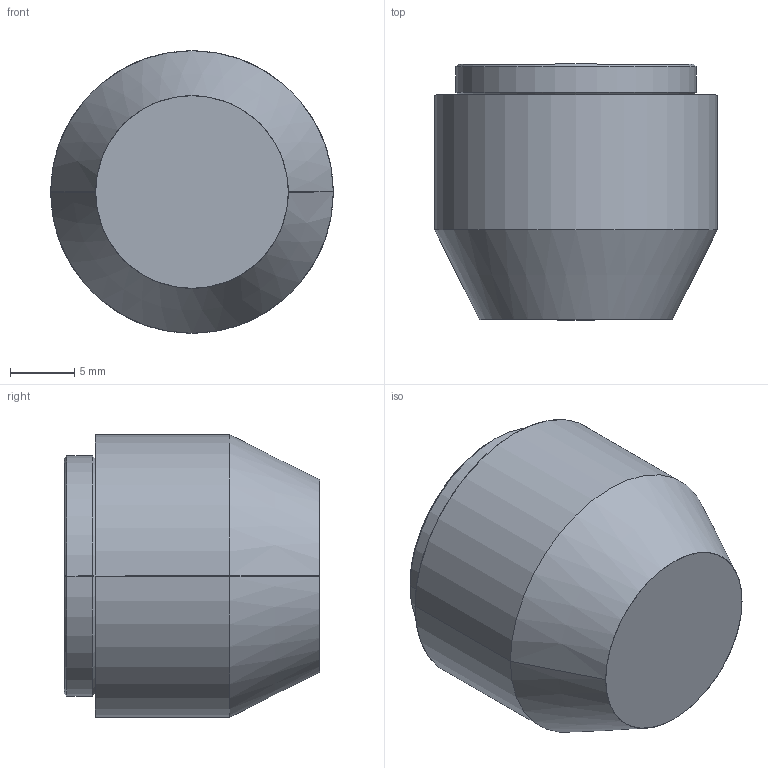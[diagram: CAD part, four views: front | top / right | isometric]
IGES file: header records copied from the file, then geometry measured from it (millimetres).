
Start section: SolidWorks IGES file using analytic representation for surfaces
Global section: file name: NP-10.IGS,   15; native system: HSolidWorks 2016; preprocessor: SolidWorks 2016; author: D2; date: 180126.154227; units: millimetre
Bounding box: 22 x 19.9 x 22 mm (x, y, z)
Surface area: 2214.1 mm2 (no closed solid volume)
Topology: 0 solids, 0 shells, 17 faces, 216 edges, 214 vertices
Faces by surface type: revolution 14, bspline 3
